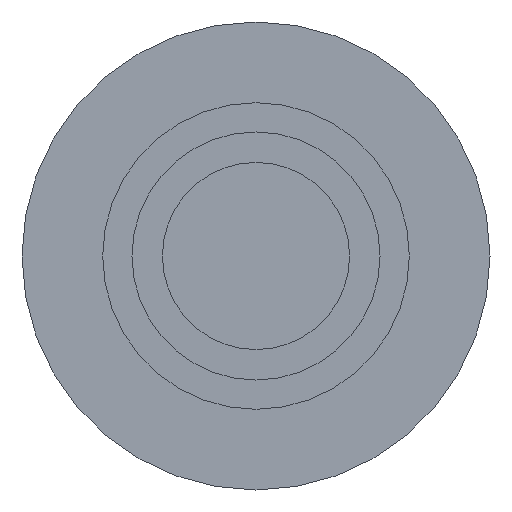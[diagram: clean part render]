
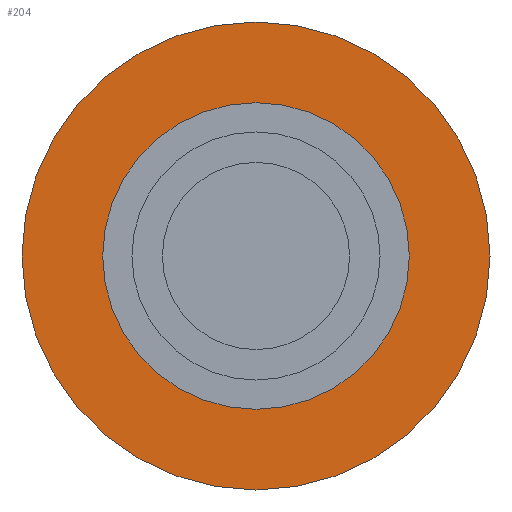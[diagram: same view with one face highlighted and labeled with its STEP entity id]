
A CAD part, left-side view. The second image highlights one B-rep face of the part: STEP entity #204.
In plain terms, the highlighted planar face has unit normal (-1, 0, 0).
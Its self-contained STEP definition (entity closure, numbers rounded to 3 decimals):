
#27 = CARTESIAN_POINT ( 'NONE',  ( 0., 0., 0. ) ) ;
#33 = DIRECTION ( 'NONE',  ( 1., 0., 0. ) ) ;
#66 = FACE_OUTER_BOUND ( 'NONE', #213, .T. ) ;
#81 = DIRECTION ( 'NONE',  ( -1., 0., 0. ) ) ;
#136 = DIRECTION ( 'NONE',  ( 0., 0., -1. ) ) ;
#162 = EDGE_CURVE ( 'NONE', #313, #313, #544, .T. ) ;
#193 = VERTEX_POINT ( 'NONE', #665 ) ;
#204 = ADVANCED_FACE ( 'NONE', ( #642, #66 ), #302, .F. ) ;
#213 = EDGE_LOOP ( 'NONE', ( #489 ) ) ;
#230 = AXIS2_PLACEMENT_3D ( 'NONE', #27, #81, #463 ) ;
#273 = AXIS2_PLACEMENT_3D ( 'NONE', #521, #33, #136 ) ;
#302 = PLANE ( 'NONE',  #273 ) ;
#313 = VERTEX_POINT ( 'NONE', #394 ) ;
#326 = ORIENTED_EDGE ( 'NONE', *, *, #162, .F. ) ;
#351 = AXIS2_PLACEMENT_3D ( 'NONE', #541, #387, #650 ) ;
#387 = DIRECTION ( 'NONE',  ( -1., 0., 0. ) ) ;
#394 = CARTESIAN_POINT ( 'NONE',  ( 0., 0., 13.1 ) ) ;
#453 = CIRCLE ( 'NONE', #351, 20. ) ;
#463 = DIRECTION ( 'NONE',  ( 0., 0., 1. ) ) ;
#489 = ORIENTED_EDGE ( 'NONE', *, *, #646, .T. ) ;
#521 = CARTESIAN_POINT ( 'NONE',  ( 0., 20., 0. ) ) ;
#541 = CARTESIAN_POINT ( 'NONE',  ( 0., 0., 0. ) ) ;
#544 = CIRCLE ( 'NONE', #230, 13.1 ) ;
#642 = FACE_BOUND ( 'NONE', #647, .T. ) ;
#646 = EDGE_CURVE ( 'NONE', #193, #193, #453, .T. ) ;
#647 = EDGE_LOOP ( 'NONE', ( #326 ) ) ;
#650 = DIRECTION ( 'NONE',  ( 0., 0., 1. ) ) ;
#665 = CARTESIAN_POINT ( 'NONE',  ( 0., 0., 20. ) ) ;
